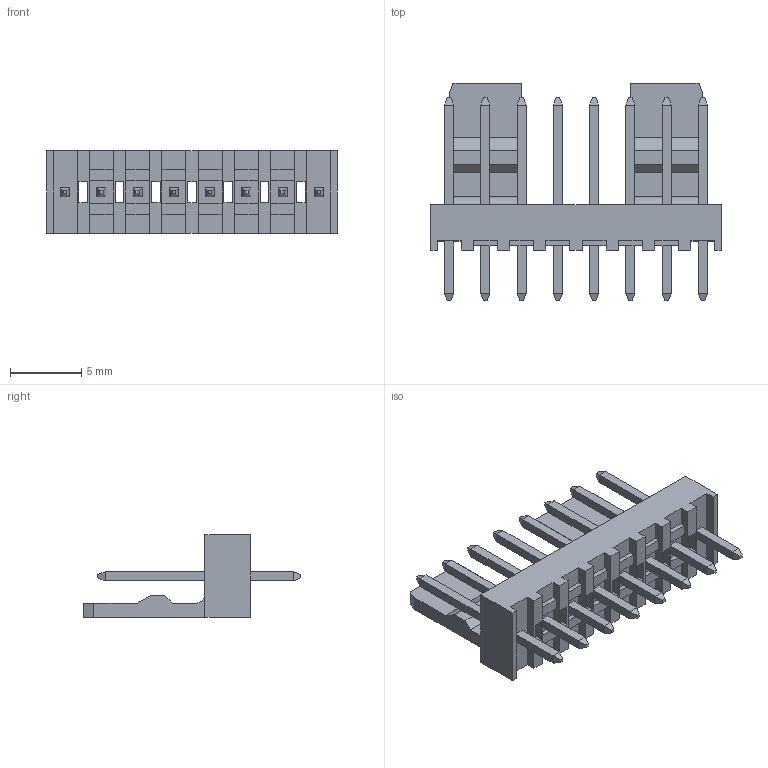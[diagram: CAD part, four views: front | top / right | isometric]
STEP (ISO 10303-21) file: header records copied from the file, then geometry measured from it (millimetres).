
FILE_DESCRIPTION((''),'2;1');
FILE_NAME('022272081','2015-04-13T',('me'),(''),'PRO/ENGINEER BY PARAMETRIC TECHNOLOGY CORPORATION, 2011490','PRO/ENGINEER BY PARAMETRIC TECHNOLOGY CORPORATION, 2011490','');
FILE_SCHEMA(('CONFIG_CONTROL_DESIGN'));
Length unit declared in the file: millimetre
Products named in the file (1): 022272081
Bounding box: 20.32 x 15.26 x 5.8 mm (x, y, z)
Volume: 440.8 mm3; surface area: 971.2 mm2
Topology: 1 solids, 1 shells, 278 faces, 732 edges, 472 vertices
Faces by surface type: plane 276, cylinder 2
Entity records: 8387 total; most frequent: CARTESIAN_POINT 1467, ORIENTED_EDGE 1432, DIRECTION 1310, EDGE_CURVE 716, VECTOR 712, LINE 712, VERTEX_POINT 456, EDGE_LOOP 308
